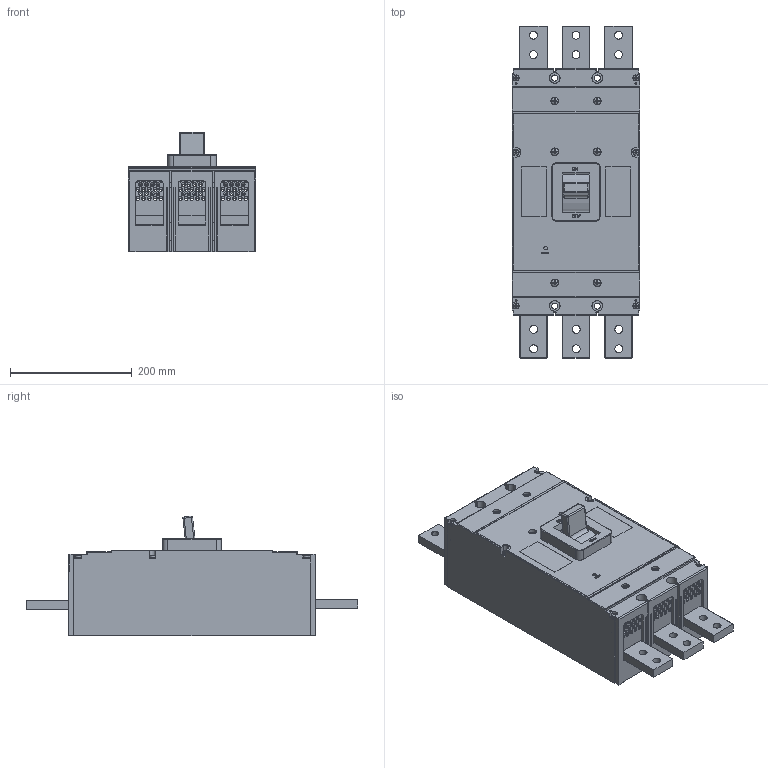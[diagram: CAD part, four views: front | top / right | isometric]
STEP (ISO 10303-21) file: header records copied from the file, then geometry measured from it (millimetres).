
FILE_DESCRIPTION((''),'2;1');
FILE_NAME('2_256_2015-OK_SW0001','2024-04-30T',('shuanglong.wu'),(''),'PRO/ENGINEER BY PARAMETRIC TECHNOLOGY CORPORATION, 2015440','PRO/ENGINEER BY PARAMETRIC TECHNOLOGY CORPORATION, 2015440','');
FILE_SCHEMA(('CONFIG_CONTROL_DESIGN'));
Products named in the file (1): 2_256_2015-OK_SW0001
Bounding box: 210 x 546 x 196.76 mm (x, y, z)
Volume: 4973057.2 mm3; surface area: 1166252 mm2
Topology: 2 solids, 2 shells, 4771 faces, 13118 edges, 8472 vertices
Faces by surface type: plane 2890, cylinder 1516, cone 161, torus 108, sphere 66, bspline 30
Entity records: 158365 total; most frequent: CARTESIAN_POINT 34662, ORIENTED_EDGE 26064, DIRECTION 25524, EDGE_CURVE 13032, VECTOR 8730, LINE 8730, VERTEX_POINT 8472, AXIS2_PLACEMENT_3D 8397
